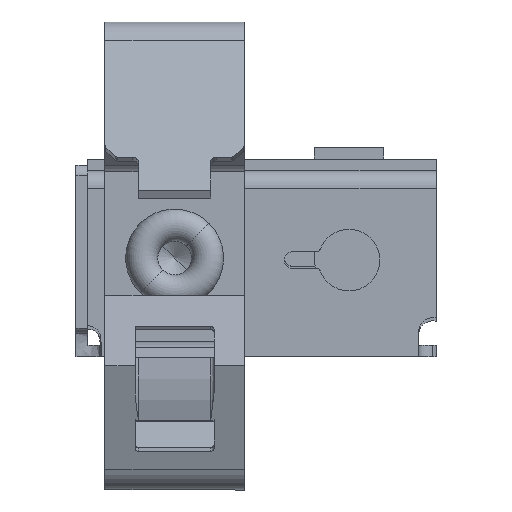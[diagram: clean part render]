
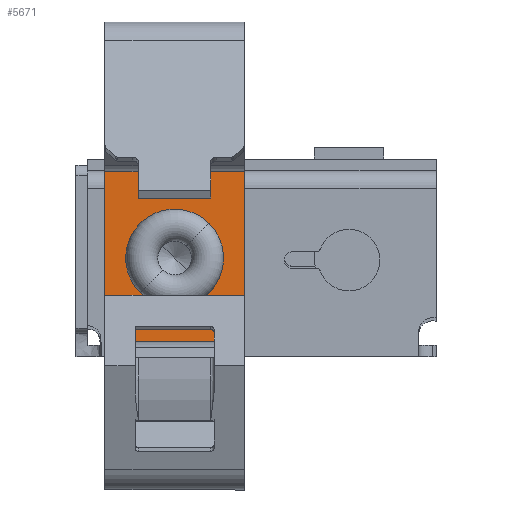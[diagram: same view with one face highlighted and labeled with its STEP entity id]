
A CAD part, front view. The second image highlights one B-rep face of the part: STEP entity #5671.
In plain terms, the highlighted planar face has unit normal (0, -1, 0).
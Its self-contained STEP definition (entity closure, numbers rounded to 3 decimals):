
#192 = CARTESIAN_POINT ( 'NONE',  ( 15.7, -36.972, 20.902 ) ) ;
#616 = VERTEX_POINT ( 'NONE', #7122 ) ;
#701 = ORIENTED_EDGE ( 'NONE', *, *, #4357, .T. ) ;
#1172 = EDGE_CURVE ( 'NONE', #10171, #11075, #8415, .T. ) ;
#1507 = LINE ( 'NONE', #7506, #4914 ) ;
#1508 = EDGE_LOOP ( 'NONE', ( #10893, #5698, #8295, #701, #13662, #10502, #1707, #9465 ) ) ;
#1617 = CIRCLE ( 'NONE', #4296, 3.5 ) ;
#1707 = ORIENTED_EDGE ( 'NONE', *, *, #8346, .F. ) ;
#1792 = ORIENTED_EDGE ( 'NONE', *, *, #3003, .T. ) ;
#1845 = EDGE_CURVE ( 'NONE', #7109, #2571, #2975, .T. ) ;
#1902 = VERTEX_POINT ( 'NONE', #6034 ) ;
#2128 = LINE ( 'NONE', #6365, #3359 ) ;
#2459 = VECTOR ( 'NONE', #9504, 1000. ) ;
#2536 = EDGE_LOOP ( 'NONE', ( #1792, #4791 ) ) ;
#2571 = VERTEX_POINT ( 'NONE', #9815 ) ;
#2622 = CARTESIAN_POINT ( 'NONE',  ( 15.7, -36.972, 24.402 ) ) ;
#2975 = CIRCLE ( 'NONE', #5516, 3.5 ) ;
#3003 = EDGE_CURVE ( 'NONE', #2571, #7109, #1617, .T. ) ;
#3064 = VERTEX_POINT ( 'NONE', #7714 ) ;
#3253 = DIRECTION ( 'NONE',  ( 0., -1., 0. ) ) ;
#3359 = VECTOR ( 'NONE', #7210, 1000. ) ;
#3384 = CARTESIAN_POINT ( 'NONE',  ( 9.7, -36.972, 30.567 ) ) ;
#3701 = CARTESIAN_POINT ( 'NONE',  ( 21.7, -36.972, -38.958 ) ) ;
#3707 = AXIS2_PLACEMENT_3D ( 'NONE', #7774, #3253, #6530 ) ;
#3774 = VECTOR ( 'NONE', #10221, 1000. ) ;
#4296 = AXIS2_PLACEMENT_3D ( 'NONE', #10982, #9728, #7649 ) ;
#4357 = EDGE_CURVE ( 'NONE', #616, #3064, #13266, .T. ) ;
#4456 = CARTESIAN_POINT ( 'NONE',  ( 9.7, -36.972, 32.203 ) ) ;
#4730 = VERTEX_POINT ( 'NONE', #13455 ) ;
#4791 = ORIENTED_EDGE ( 'NONE', *, *, #1845, .T. ) ;
#4914 = VECTOR ( 'NONE', #11747, 1000. ) ;
#5444 = LINE ( 'NONE', #6483, #5555 ) ;
#5447 = VECTOR ( 'NONE', #10268, 1000. ) ;
#5516 = AXIS2_PLACEMENT_3D ( 'NONE', #2622, #10059, #6865 ) ;
#5555 = VECTOR ( 'NONE', #11765, 1000. ) ;
#5671 = ADVANCED_FACE ( 'NONE', ( #7705, #11808 ), #10898, .T. ) ;
#5698 = ORIENTED_EDGE ( 'NONE', *, *, #1172, .F. ) ;
#6034 = CARTESIAN_POINT ( 'NONE',  ( 9.7, -36.972, 30.567 ) ) ;
#6063 = CARTESIAN_POINT ( 'NONE',  ( 21.7, -36.972, 15.852 ) ) ;
#6365 = CARTESIAN_POINT ( 'NONE',  ( 9.7, -36.972, 16.6 ) ) ;
#6483 = CARTESIAN_POINT ( 'NONE',  ( 9.7, -36.972, 32.203 ) ) ;
#6530 = DIRECTION ( 'NONE',  ( 1., 0., 0. ) ) ;
#6865 = DIRECTION ( 'NONE',  ( 0., 0., 1. ) ) ;
#7109 = VERTEX_POINT ( 'NONE', #192 ) ;
#7122 = CARTESIAN_POINT ( 'NONE',  ( 21.7, -36.972, 30.567 ) ) ;
#7210 = DIRECTION ( 'NONE',  ( -1., 0., 0. ) ) ;
#7381 = DIRECTION ( 'NONE',  ( 0., 0., -1. ) ) ;
#7506 = CARTESIAN_POINT ( 'NONE',  ( 9.7, -36.972, 88.593 ) ) ;
#7649 = DIRECTION ( 'NONE',  ( 0., 0., 1. ) ) ;
#7705 = FACE_BOUND ( 'NONE', #2536, .T. ) ;
#7714 = CARTESIAN_POINT ( 'NONE',  ( 21.7, -36.972, 32.203 ) ) ;
#7774 = CARTESIAN_POINT ( 'NONE',  ( 9.7, -36.972, 30.567 ) ) ;
#7874 = LINE ( 'NONE', #12317, #3774 ) ;
#8088 = LINE ( 'NONE', #3701, #12498 ) ;
#8295 = ORIENTED_EDGE ( 'NONE', *, *, #12795, .F. ) ;
#8346 = EDGE_CURVE ( 'NONE', #4730, #1902, #1507, .T. ) ;
#8415 = LINE ( 'NONE', #6063, #11111 ) ;
#8658 = CARTESIAN_POINT ( 'NONE',  ( 21.7, -36.972, 18.237 ) ) ;
#8944 = EDGE_CURVE ( 'NONE', #11075, #11377, #2128, .T. ) ;
#9465 = ORIENTED_EDGE ( 'NONE', *, *, #10493, .T. ) ;
#9504 = DIRECTION ( 'NONE',  ( 0., 0., 1. ) ) ;
#9728 = DIRECTION ( 'NONE',  ( 0., 1., 0. ) ) ;
#9815 = CARTESIAN_POINT ( 'NONE',  ( 15.7, -36.972, 27.902 ) ) ;
#10059 = DIRECTION ( 'NONE',  ( 0., 1., 0. ) ) ;
#10171 = VERTEX_POINT ( 'NONE', #8658 ) ;
#10195 = CARTESIAN_POINT ( 'NONE',  ( 21.7, -36.972, 30.567 ) ) ;
#10221 = DIRECTION ( 'NONE',  ( 0., 0., -1. ) ) ;
#10268 = DIRECTION ( 'NONE',  ( 0., 0., 1. ) ) ;
#10413 = EDGE_CURVE ( 'NONE', #3064, #10423, #5444, .T. ) ;
#10423 = VERTEX_POINT ( 'NONE', #4456 ) ;
#10493 = EDGE_CURVE ( 'NONE', #4730, #11377, #7874, .T. ) ;
#10502 = ORIENTED_EDGE ( 'NONE', *, *, #11090, .F. ) ;
#10619 = LINE ( 'NONE', #3384, #2459 ) ;
#10893 = ORIENTED_EDGE ( 'NONE', *, *, #8944, .F. ) ;
#10898 = PLANE ( 'NONE',  #3707 ) ;
#10982 = CARTESIAN_POINT ( 'NONE',  ( 15.7, -36.972, 24.402 ) ) ;
#11075 = VERTEX_POINT ( 'NONE', #11320 ) ;
#11090 = EDGE_CURVE ( 'NONE', #1902, #10423, #10619, .T. ) ;
#11111 = VECTOR ( 'NONE', #7381, 1000. ) ;
#11320 = CARTESIAN_POINT ( 'NONE',  ( 21.7, -36.972, 16.6 ) ) ;
#11377 = VERTEX_POINT ( 'NONE', #12078 ) ;
#11747 = DIRECTION ( 'NONE',  ( 0., 0., 1. ) ) ;
#11765 = DIRECTION ( 'NONE',  ( -1., 0., 0. ) ) ;
#11808 = FACE_OUTER_BOUND ( 'NONE', #1508, .T. ) ;
#12078 = CARTESIAN_POINT ( 'NONE',  ( 9.7, -36.972, 16.6 ) ) ;
#12317 = CARTESIAN_POINT ( 'NONE',  ( 9.7, -36.972, 30.567 ) ) ;
#12327 = DIRECTION ( 'NONE',  ( 0., 0., -1. ) ) ;
#12498 = VECTOR ( 'NONE', #12327, 1000. ) ;
#12795 = EDGE_CURVE ( 'NONE', #616, #10171, #8088, .T. ) ;
#13266 = LINE ( 'NONE', #10195, #5447 ) ;
#13455 = CARTESIAN_POINT ( 'NONE',  ( 9.7, -36.972, 18.237 ) ) ;
#13662 = ORIENTED_EDGE ( 'NONE', *, *, #10413, .T. ) ;
